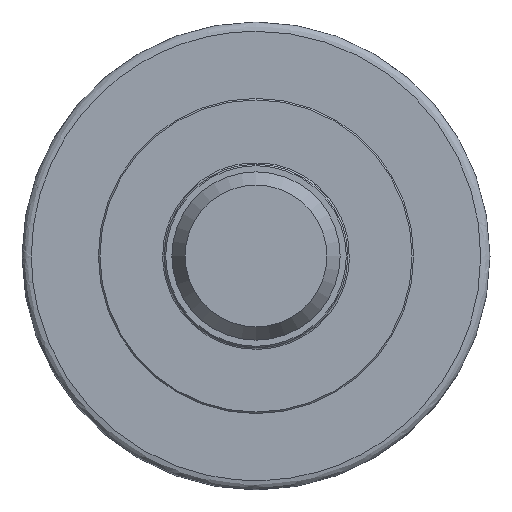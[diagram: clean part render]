
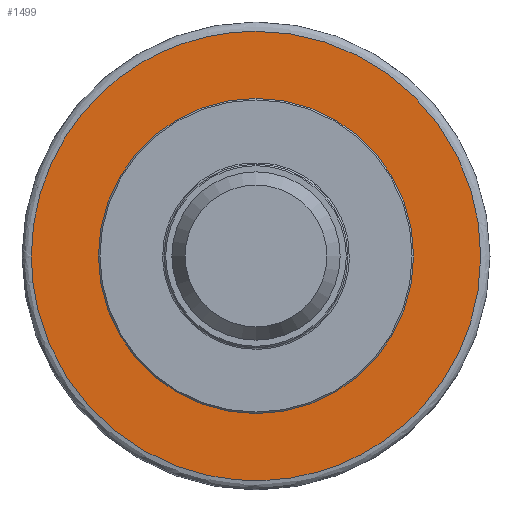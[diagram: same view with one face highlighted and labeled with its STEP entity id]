
A CAD part, left-side view. The second image highlights one B-rep face of the part: STEP entity #1499.
In plain terms, the highlighted planar face has unit normal (-1, 0, 0).
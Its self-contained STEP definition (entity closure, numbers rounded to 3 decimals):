
#25 = EDGE_CURVE ( 'NONE', #381, #385, #257, .T. ) ;
#28 = EDGE_CURVE ( 'NONE', #369, #370, #251, .T. ) ;
#35 = EDGE_CURVE ( 'NONE', #385, #383, #255, .T. ) ;
#36 = EDGE_CURVE ( 'NONE', #383, #368, #266, .T. ) ;
#37 = EDGE_CURVE ( 'NONE', #1986, #1986, #2019, .T. ) ;
#38 = EDGE_CURVE ( 'NONE', #368, #369, #2016, .T. ) ;
#42 = EDGE_CURVE ( 'NONE', #370, #381, #270, .T. ) ;
#54 = AXIS2_PLACEMENT_3D ( 'NONE', #1543, #1549, #1550 ) ;
#82 = AXIS2_PLACEMENT_3D ( 'NONE', #1793, #1800, #1801 ) ;
#163 = EDGE_LOOP ( 'NONE', ( #234 ) ) ;
#176 = EDGE_LOOP ( 'NONE', ( #228, #229, #230, #231, #232, #233 ) ) ;
#228 = ORIENTED_EDGE ( 'NONE', *, *, #35, .T. ) ;
#229 = ORIENTED_EDGE ( 'NONE', *, *, #36, .T. ) ;
#230 = ORIENTED_EDGE ( 'NONE', *, *, #38, .T. ) ;
#231 = ORIENTED_EDGE ( 'NONE', *, *, #28, .T. ) ;
#232 = ORIENTED_EDGE ( 'NONE', *, *, #42, .T. ) ;
#233 = ORIENTED_EDGE ( 'NONE', *, *, #25, .T. ) ;
#234 = ORIENTED_EDGE ( 'NONE', *, *, #37, .F. ) ;
#251 = LINE ( 'NONE', #1573, #258 ) ;
#254 = VECTOR ( 'NONE', #1693, 1000. ) ;
#255 = LINE ( 'NONE', #1641, #263 ) ;
#257 = CIRCLE ( 'NONE', #54, 45.1 ) ;
#258 = VECTOR ( 'NONE', #1574, 1000. ) ;
#263 = VECTOR ( 'NONE', #1642, 1000. ) ;
#266 = LINE ( 'NONE', #1643, #267 ) ;
#267 = VECTOR ( 'NONE', #1644, 1000. ) ;
#270 = LINE ( 'NONE', #1692, #254 ) ;
#303 = FACE_OUTER_BOUND ( 'NONE', #163, .T. ) ;
#307 = FACE_BOUND ( 'NONE', #176, .T. ) ;
#368 = VERTEX_POINT ( 'NONE', #1703 ) ;
#369 = VERTEX_POINT ( 'NONE', #1716 ) ;
#370 = VERTEX_POINT ( 'NONE', #1717 ) ;
#381 = VERTEX_POINT ( 'NONE', #1726 ) ;
#383 = VERTEX_POINT ( 'NONE', #1704 ) ;
#385 = VERTEX_POINT ( 'NONE', #1728 ) ;
#1499 = ADVANCED_FACE ( 'NONE', ( #307, #303 ), #1799, .T. ) ;
#1543 = CARTESIAN_POINT ( 'NONE',  ( 28.2, 0., 0. ) ) ;
#1549 = DIRECTION ( 'NONE',  ( 1., 0., 0. ) ) ;
#1550 = DIRECTION ( 'NONE',  ( 0., 1., 0. ) ) ;
#1573 = CARTESIAN_POINT ( 'NONE',  ( 28.2, 0., -44. ) ) ;
#1574 = DIRECTION ( 'NONE',  ( 0., 1., 0. ) ) ;
#1585 = CARTESIAN_POINT ( 'NONE',  ( 28.2, -0.663, -44. ) ) ;
#1638 = CARTESIAN_POINT ( 'NONE',  ( 28.2, 0., 73.423 ) ) ;
#1641 = CARTESIAN_POINT ( 'NONE',  ( 28.2, -0.748, 66.441 ) ) ;
#1642 = DIRECTION ( 'NONE',  ( 0., 0., 1. ) ) ;
#1643 = CARTESIAN_POINT ( 'NONE',  ( 28.2, 0., -44. ) ) ;
#1644 = DIRECTION ( 'NONE',  ( 0., 1., 0. ) ) ;
#1645 = CARTESIAN_POINT ( 'NONE',  ( 28.2, -2.466, -41.421 ) ) ;
#1646 = CARTESIAN_POINT ( 'NONE',  ( 28.2, -146.846, 73.423 ) ) ;
#1647 = CARTESIAN_POINT ( 'NONE',  ( 28.2, -146.846, -73.423 ) ) ;
#1648 = CARTESIAN_POINT ( 'NONE',  ( 28.2, 0., -73.423 ) ) ;
#1649 = CARTESIAN_POINT ( 'NONE',  ( 28.2, 146.846, -73.423 ) ) ;
#1650 = CARTESIAN_POINT ( 'NONE',  ( 28.2, 146.846, 73.423 ) ) ;
#1651 = CARTESIAN_POINT ( 'NONE',  ( 28.2, 0., 73.423 ) ) ;
#1654 = CARTESIAN_POINT ( 'NONE',  ( 28.2, -2.01, -35.734 ) ) ;
#1655 = CARTESIAN_POINT ( 'NONE',  ( 28.2, 0., -35.734 ) ) ;
#1656 = CARTESIAN_POINT ( 'NONE',  ( 28.2, 2.01, -35.734 ) ) ;
#1657 = CARTESIAN_POINT ( 'NONE',  ( 28.2, 2.466, -41.421 ) ) ;
#1658 = CARTESIAN_POINT ( 'NONE',  ( 28.2, 0.663, -44. ) ) ;
#1692 = CARTESIAN_POINT ( 'NONE',  ( 28.2, 0.748, 66.441 ) ) ;
#1693 = DIRECTION ( 'NONE',  ( 0., 0., -1. ) ) ;
#1703 = CARTESIAN_POINT ( 'NONE',  ( 28.2, -0.663, -44. ) ) ;
#1704 = CARTESIAN_POINT ( 'NONE',  ( 28.2, -0.748, -44. ) ) ;
#1716 = CARTESIAN_POINT ( 'NONE',  ( 28.2, 0.663, -44. ) ) ;
#1717 = CARTESIAN_POINT ( 'NONE',  ( 28.2, 0.748, -44. ) ) ;
#1726 = CARTESIAN_POINT ( 'NONE',  ( 28.2, 0.748, -45.094 ) ) ;
#1728 = CARTESIAN_POINT ( 'NONE',  ( 28.2, -0.748, -45.094 ) ) ;
#1793 = CARTESIAN_POINT ( 'NONE',  ( 28.2, 0., 66.441 ) ) ;
#1799 = PLANE ( 'NONE',  #82 ) ;
#1800 = DIRECTION ( 'NONE',  ( -1., 0., 0. ) ) ;
#1801 = DIRECTION ( 'NONE',  ( 0., 0., 1. ) ) ;
#1986 = VERTEX_POINT ( 'NONE', #1987 ) ;
#1987 = CARTESIAN_POINT ( 'NONE',  ( 28.2, 0., 73.423 ) ) ;
#2016 =( BOUNDED_CURVE ( )  B_SPLINE_CURVE ( 3, ( #1585, #1645, #1654, #1655, #1656, #1657, #1658 ),
 .UNSPECIFIED., .F., .F. ) 
 B_SPLINE_CURVE_WITH_KNOTS ( ( 4, 3, 4 ),
 ( 0.458, 3.142, 5.826 ),
 .UNSPECIFIED. ) 
 CURVE ( )  GEOMETRIC_REPRESENTATION_ITEM ( )  RATIONAL_B_SPLINE_CURVE ( ( 1., 0.485, 0.485, 1., 0.485, 0.485, 1. ) ) 
 REPRESENTATION_ITEM ( '' )  );
#2019 =( BOUNDED_CURVE ( )  B_SPLINE_CURVE ( 3, ( #1638, #1646, #1647, #1648, #1649, #1650, #1651 ),
 .UNSPECIFIED., .T., .F. ) 
 B_SPLINE_CURVE_WITH_KNOTS ( ( 4, 3, 4 ),
 ( 0., 0.5, 1. ),
 .UNSPECIFIED. ) 
 CURVE ( )  GEOMETRIC_REPRESENTATION_ITEM ( )  RATIONAL_B_SPLINE_CURVE ( ( 1., 0.333, 0.333, 1., 0.333, 0.333, 1. ) ) 
 REPRESENTATION_ITEM ( '' )  );
